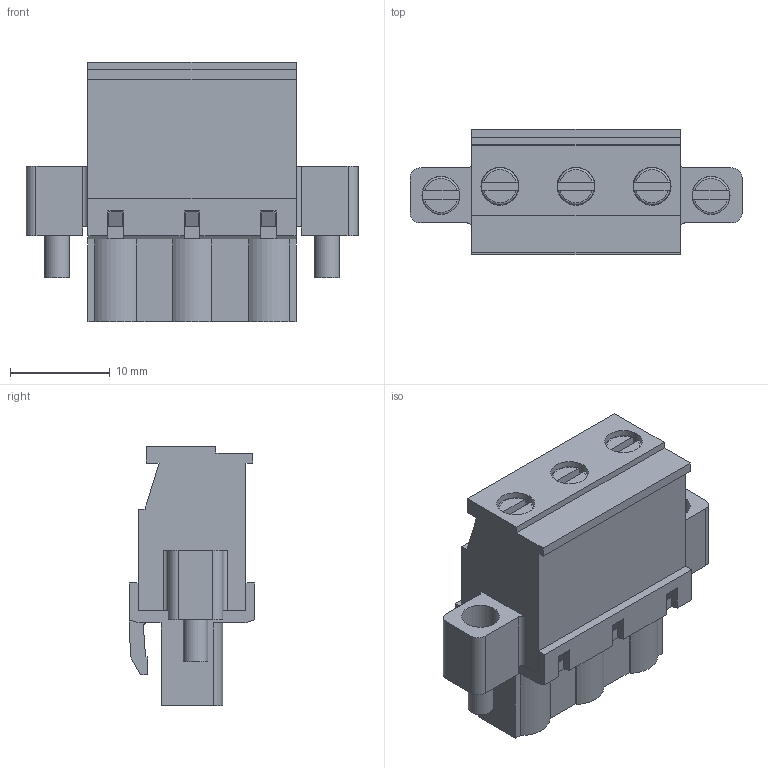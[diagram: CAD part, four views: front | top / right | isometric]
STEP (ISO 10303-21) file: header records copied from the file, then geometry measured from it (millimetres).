
FILE_DESCRIPTION( ( 'Unknown' ), '1' );
FILE_NAME( '691343410003.stp', 'Unknown', ( 'Quentin LAIDEBEUR' ), ( 'WE' ), 'PSStep 15.0.49', 'Sample-box', ' ' );
FILE_SCHEMA( ( 'AUTOMOTIVE_DESIGN { 1 0 10303 214 1 1 1 1 }' ) );
Length unit declared in the file: millimetre
Products named in the file (7): Assem1; vis cage; vis flange; Spring; cage; 691345410003; 691345410003_B
Assembly tree (13 placements, depth 2):
  Assem1
    vis cage  x3
    vis flange  x2
    Spring  x3
    cage  x3
    691345410003
    691345410003_B
Bounding box: 33.24 x 12.6 x 26 mm (x, y, z)
Volume: 3565.7 mm3; surface area: 7506.9 mm2
Topology: 13 solids, 13 shells, 614 faces, 1659 edges, 1082 vertices
Faces by surface type: plane 495, cylinder 98, torus 15, cone 6
Full cylindrical faces by diameter (mm): 1.5 x3, 2.459 x3, 2.5 x2, 2.6 x3, 2.7 x2, 3 x6, 3.7 x3, 3.8 x7
Entity records: 17677 total; most frequent: CARTESIAN_POINT 2503, ORIENTED_EDGE 2400, DIRECTION 2247, EDGE_CURVE 1200, LINE 1061, VECTOR 1061, VERTEX_POINT 801, AXIS2_PLACEMENT_3D 593
